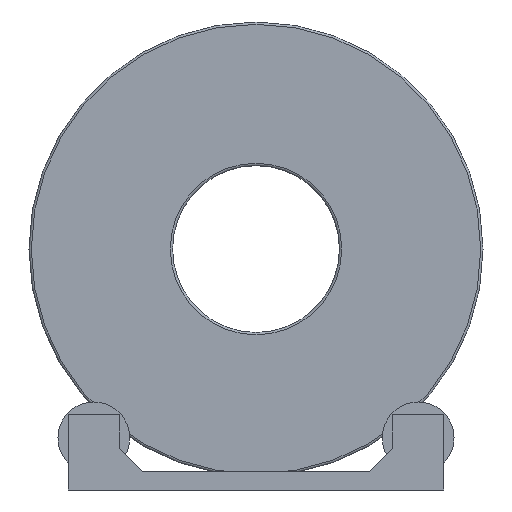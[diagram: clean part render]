
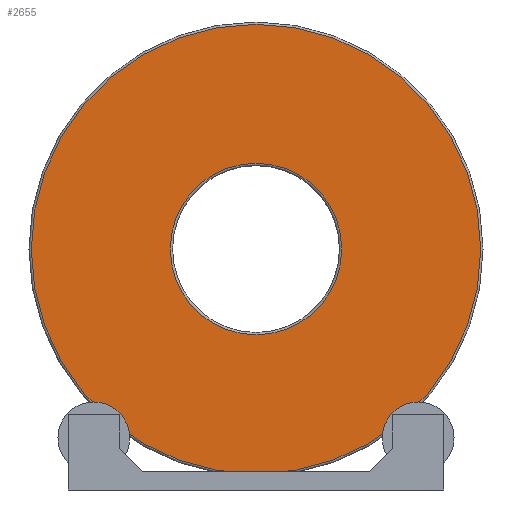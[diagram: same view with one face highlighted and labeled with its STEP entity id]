
A CAD part, front view. The second image highlights one B-rep face of the part: STEP entity #2655.
In plain terms, the highlighted face is planar.
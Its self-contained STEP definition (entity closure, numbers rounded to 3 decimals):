
#149=FACE_BOUND('',#558,.T.);
#229=PLANE('',#3001);
#379=FACE_OUTER_BOUND('',#557,.T.);
#557=EDGE_LOOP('',(#2422));
#558=EDGE_LOOP('',(#2423));
#680=CIRCLE('',#2998,37.);
#682=CIRCLE('',#3002,97.);
#1372=VERTEX_POINT('',#4589);
#1374=VERTEX_POINT('',#4597);
#1722=EDGE_CURVE('',#1372,#1372,#680,.T.);
#1725=EDGE_CURVE('',#1374,#1374,#682,.T.);
#2422=ORIENTED_EDGE('',*,*,#1725,.F.);
#2423=ORIENTED_EDGE('',*,*,#1722,.F.);
#2655=ADVANCED_FACE('',(#379,#149),#229,.T.);
#2998=AXIS2_PLACEMENT_3D('',#4591,#3796,#3797);
#3001=AXIS2_PLACEMENT_3D('',#4596,#3803,#3804);
#3002=AXIS2_PLACEMENT_3D('',#4598,#3805,#3806);
#3796=DIRECTION('center_axis',(-1.,0.,0.));
#3797=DIRECTION('ref_axis',(0.,0.,-1.));
#3803=DIRECTION('center_axis',(-1.,0.,0.));
#3804=DIRECTION('ref_axis',(0.,0.,1.));
#3805=DIRECTION('center_axis',(1.,0.,0.));
#3806=DIRECTION('ref_axis',(0.,0.,-1.));
#4589=CARTESIAN_POINT('',(-30.,0.,-37.));
#4591=CARTESIAN_POINT('Origin',(-30.,0.,0.));
#4596=CARTESIAN_POINT('Origin',(-30.,0.,36.));
#4597=CARTESIAN_POINT('',(-30.,0.,-97.));
#4598=CARTESIAN_POINT('Origin',(-30.,0.,0.));
